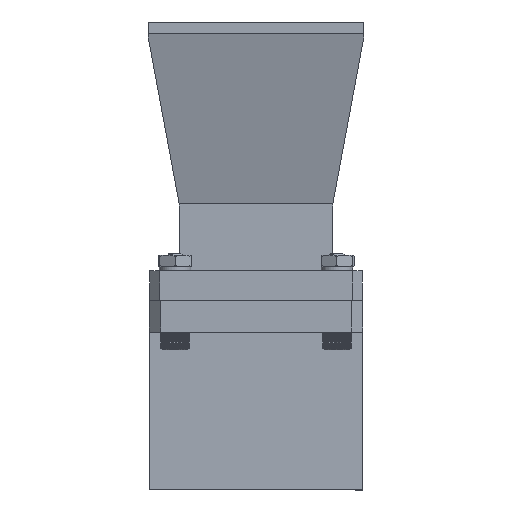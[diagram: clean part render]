
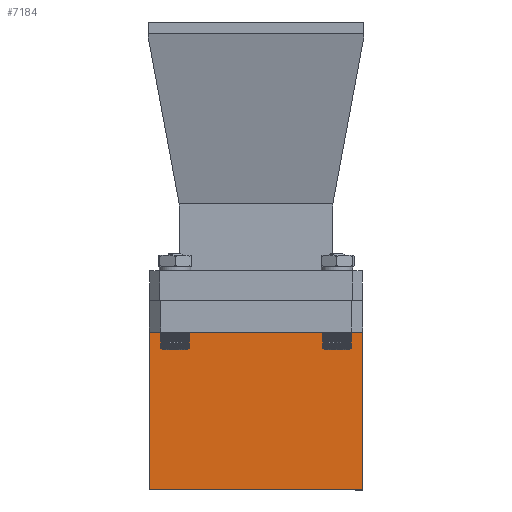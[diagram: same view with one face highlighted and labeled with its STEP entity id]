
A CAD part, front view. The second image highlights one B-rep face of the part: STEP entity #7184.
In plain terms, the highlighted planar face has unit normal (0, -1, 0).
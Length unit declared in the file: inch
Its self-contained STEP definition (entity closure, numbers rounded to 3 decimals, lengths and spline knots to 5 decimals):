
#673 = CARTESIAN_POINT ( 'NONE',  ( 1.5, -0.3225, 0.844 ) ) ;
#801 = CARTESIAN_POINT ( 'NONE',  ( 0.25, -0.3225, 0.844 ) ) ;
#940 = VECTOR ( 'NONE', #2286, 39.37008 ) ;
#1089 = DIRECTION ( 'NONE',  ( 0., 0., 1. ) ) ;
#1355 = EDGE_CURVE ( 'NONE', #12263, #14217, #10694, .T. ) ;
#1634 = VERTEX_POINT ( 'NONE', #9822 ) ;
#2172 = CARTESIAN_POINT ( 'NONE',  ( 1.5, -0.3225, 0.844 ) ) ;
#2286 = DIRECTION ( 'NONE',  ( 0., 0., -1. ) ) ;
#2366 = EDGE_LOOP ( 'NONE', ( #5109, #9866, #4532, #5498 ) ) ;
#3278 = CARTESIAN_POINT ( 'NONE',  ( 0.25, -0.3225, -0.844 ) ) ;
#3369 = LINE ( 'NONE', #7851, #940 ) ;
#3472 = PLANE ( 'NONE',  #8616 ) ;
#4256 = CARTESIAN_POINT ( 'NONE',  ( 1.5, -0.3225, 0.844 ) ) ;
#4350 = DIRECTION ( 'NONE',  ( 0., 1., 0. ) ) ;
#4532 = ORIENTED_EDGE ( 'NONE', *, *, #9986, .F. ) ;
#5109 = ORIENTED_EDGE ( 'NONE', *, *, #6058, .T. ) ;
#5247 = DIRECTION ( 'NONE',  ( 0., 0., -1. ) ) ;
#5498 = ORIENTED_EDGE ( 'NONE', *, *, #1355, .T. ) ;
#6058 = EDGE_CURVE ( 'NONE', #14217, #7889, #10821, .T. ) ;
#6720 = VECTOR ( 'NONE', #5247, 39.37008 ) ;
#7184 = ADVANCED_FACE ( 'NONE', ( #12198 ), #3472, .F. ) ;
#7360 = VECTOR ( 'NONE', #7542, 39.37008 ) ;
#7542 = DIRECTION ( 'NONE',  ( -1., 0., 0. ) ) ;
#7796 = LINE ( 'NONE', #8757, #11212 ) ;
#7851 = CARTESIAN_POINT ( 'NONE',  ( 1.5, -0.3225, 0.844 ) ) ;
#7889 = VERTEX_POINT ( 'NONE', #3278 ) ;
#8616 = AXIS2_PLACEMENT_3D ( 'NONE', #2172, #4350, #1089 ) ;
#8757 = CARTESIAN_POINT ( 'NONE',  ( 1.5, -0.3225, -0.844 ) ) ;
#9822 = CARTESIAN_POINT ( 'NONE',  ( 1.5, -0.3225, -0.844 ) ) ;
#9866 = ORIENTED_EDGE ( 'NONE', *, *, #10685, .F. ) ;
#9986 = EDGE_CURVE ( 'NONE', #12263, #1634, #3369, .T. ) ;
#10685 = EDGE_CURVE ( 'NONE', #1634, #7889, #7796, .T. ) ;
#10694 = LINE ( 'NONE', #673, #7360 ) ;
#10805 = DIRECTION ( 'NONE',  ( -1., 0., 0. ) ) ;
#10821 = LINE ( 'NONE', #801, #6720 ) ;
#11212 = VECTOR ( 'NONE', #10805, 39.37008 ) ;
#12198 = FACE_OUTER_BOUND ( 'NONE', #2366, .T. ) ;
#12263 = VERTEX_POINT ( 'NONE', #4256 ) ;
#12997 = CARTESIAN_POINT ( 'NONE',  ( 0.25, -0.3225, 0.844 ) ) ;
#14217 = VERTEX_POINT ( 'NONE', #12997 ) ;
